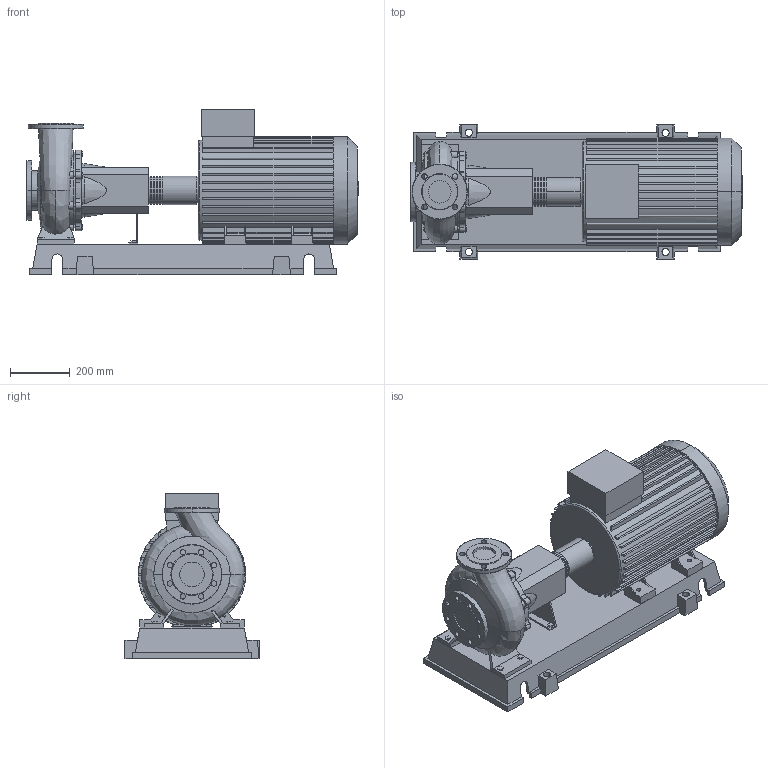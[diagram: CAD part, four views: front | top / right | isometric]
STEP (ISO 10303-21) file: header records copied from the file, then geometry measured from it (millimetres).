
FILE_DESCRIPTION((''),'2;1');
FILE_NAME('3d_NL65_200-22-2-05-4109186.stp','2015-03-03T07:49:48',(''),(''),'Mechanical Desktop 2009','Mechanical Desktop 2009',', , ');
FILE_SCHEMA(('CONFIG_CONTROL_DESIGN'));
Length unit declared in the file: millimetre
Products named in the file (1): Product
Bounding box: 1114 x 450 x 555 mm (x, y, z)
Volume: 78732537.9 mm3; surface area: 3495257.6 mm2
Topology: 11 solids, 11 shells, 831 faces, 2224 edges, 1465 vertices
Faces by surface type: plane 427, cylinder 209, bspline 173, cone 12, torus 10
Entity records: 29858 total; most frequent: CARTESIAN_POINT 9009, ORIENTED_EDGE 4450, DIRECTION 4137, EDGE_CURVE 2225, VERTEX_POINT 1462, VECTOR 1407, LINE 1407, AXIS2_PLACEMENT_3D 1365
